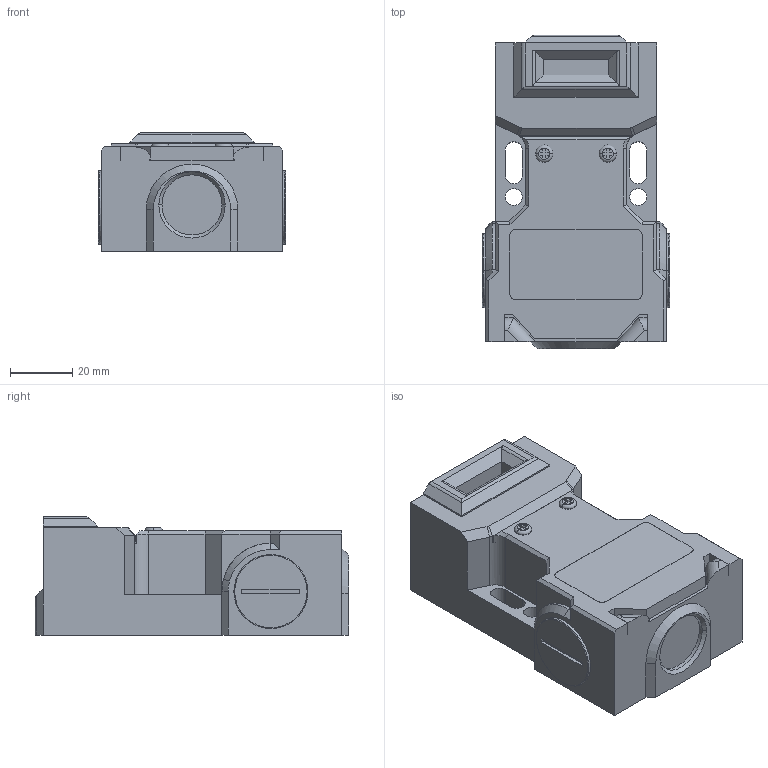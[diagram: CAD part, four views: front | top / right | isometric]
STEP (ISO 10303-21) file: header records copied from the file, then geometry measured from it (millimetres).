
FILE_DESCRIPTION (( 'STEP AP214' ), '1' );
FILE_NAME ('K-SS-208002.STEP', '2014-06-19T16:30:20', ( '' ), ( '' ), 'SwSTEP 2.0', 'SolidWorks 2013', '' );
FILE_SCHEMA (( 'AUTOMOTIVE_DESIGN' ));
Length unit declared in the file: millimetre
Products named in the file (1): K-SS-208002
Bounding box: 60.2 x 100.75 x 38 mm (x, y, z)
Volume: 159049.7 mm3; surface area: 27547.9 mm2
Topology: 1 solids, 3 shells, 235 faces, 596 edges, 376 vertices
Faces by surface type: plane 164, cylinder 44, cone 11, torus 8, bspline 8
Entity records: 9407 total; most frequent: CARTESIAN_POINT 1786, ORIENTED_EDGE 1192, DIRECTION 1094, EDGE_CURVE 596, VECTOR 418, LINE 418, VERTEX_POINT 376, AXIS2_PLACEMENT_3D 338
